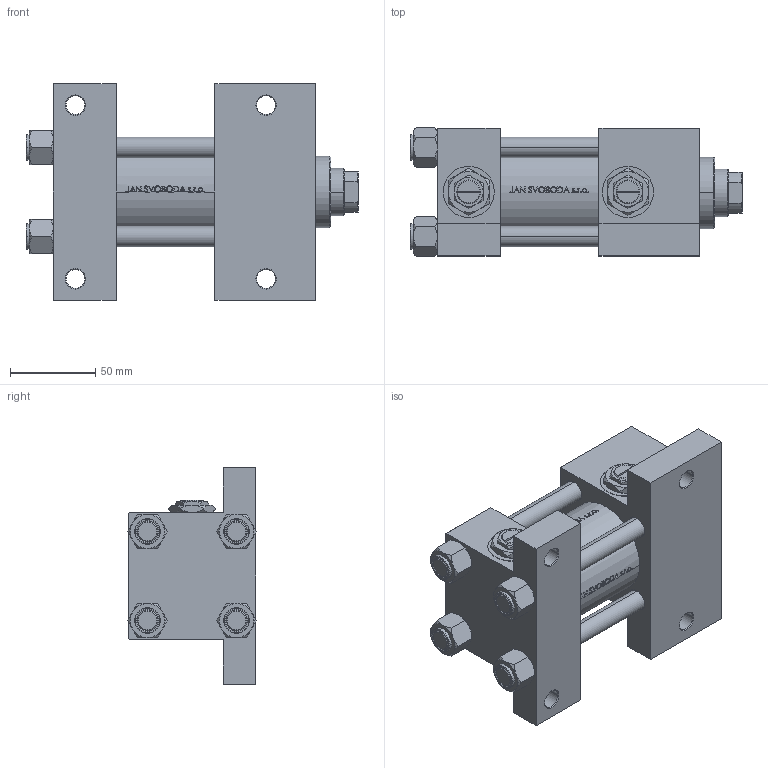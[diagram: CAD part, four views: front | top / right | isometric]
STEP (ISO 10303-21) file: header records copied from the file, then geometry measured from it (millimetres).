
FILE_DESCRIPTION (( 'STEP AP203' ), '1' );
FILE_NAME ('0c2d.STEP', '2023-08-23T15:12:09', ( '' ), ( '' ), 'SwSTEP 2.0', 'SolidWorks 2019', '' );
FILE_SCHEMA (( 'CONFIG_CONTROL_DESIGN' ));
Length unit declared in the file: millimetre
Products named in the file (7): NUT_M5_G 180c2fb42b635e66cca297210616106c; 0c2d; V215CR_G_TYCINKA 180c2fb42b635e66cca297210616106c; V215_VC_A 180c2fb42b635e66cca297210616106c; Zatka_pro_OIL_PORT 180c2fb42b635e66cca297210616106c; V215CR_VCP_G 180c2fb42b635e66cca297210616106c; V215CR_G_Body 180c2fb42b635e66cca297210616106c
Assembly tree (13 placements, depth 2):
  0c2d
    V215CR_G_Body 180c2fb42b635e66cca297210616106c
    V215CR_VCP_G 180c2fb42b635e66cca297210616106c
    V215CR_G_TYCINKA 180c2fb42b635e66cca297210616106c  x4
    NUT_M5_G 180c2fb42b635e66cca297210616106c  x4
    V215_VC_A 180c2fb42b635e66cca297210616106c
    Zatka_pro_OIL_PORT 180c2fb42b635e66cca297210616106c  x2
Bounding box: 195 x 75.54 x 127 mm (x, y, z)
Volume: 762292.4 mm3; surface area: 167590.8 mm2
Topology: 13 solids, 13 shells, 1186 faces, 2978 edges, 1905 vertices
Faces by surface type: plane 478, bspline 380, cone 186, cylinder 134, torus 8
Entity records: 49512 total; most frequent: CARTESIAN_POINT 26574, ORIENTED_EDGE 5256, DIRECTION 3279, EDGE_CURVE 2628, VERTEX_POINT 1703, VECTOR 1339, LINE 1339, EDGE_LOOP 1133
